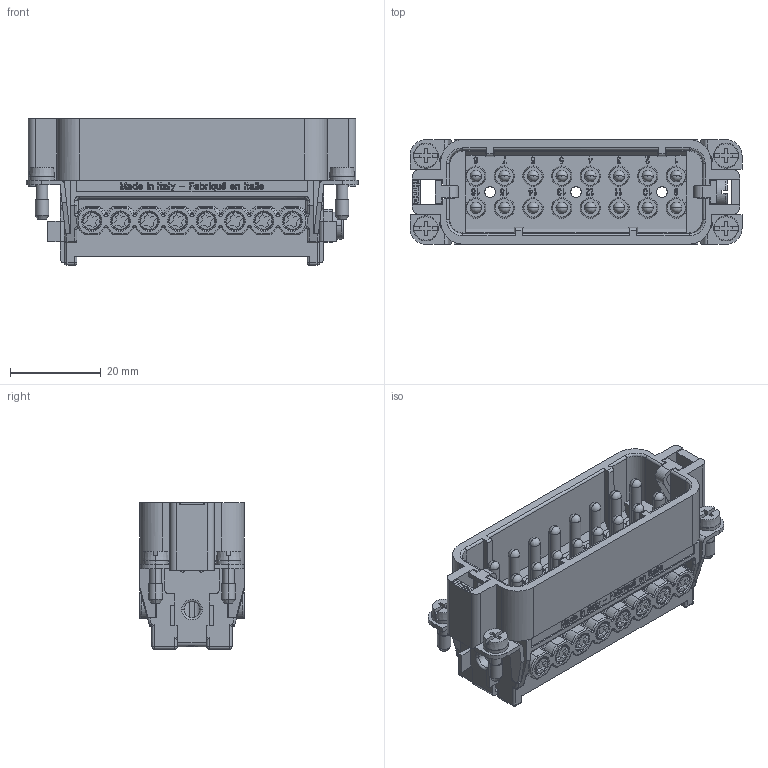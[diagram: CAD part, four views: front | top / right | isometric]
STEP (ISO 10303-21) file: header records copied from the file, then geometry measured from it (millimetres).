
FILE_DESCRIPTION(('Creo Elements/Direct Modeling STEP Export'),'2;1');
FILE_NAME('0lndrr043i7os145076','2016-07-04T15:35:32',(''),(''),'PTC Creo Elements/Direct Modeling STEP processor for AP214 (Solid Model)','PTC Creo Elements/Direct Modeling 19.0B 21-Mar-2015 (C) Parametric Technology GmbH','');
FILE_SCHEMA(('AUTOMOTIVE_DESIGN { 1 0 10303 214 1 1 1 1 }'));
Products named in the file (2): JDAM_16
Assembly tree (1 placements, depth 2):
  JDAM_16
    JDAM_16
Bounding box: 73 x 23 x 32.2 mm (x, y, z)
Volume: 21780.1 mm3; surface area: 21054.2 mm2
Topology: 1 solids, 2 shells, 2037 faces, 7713 edges, 5924 vertices
Faces by surface type: plane 1025, cylinder 537, torus 256, cone 102, bspline 93, sphere 24
Entity records: 119008 total; most frequent: CARTESIAN_POINT 37637, ORIENTED_EDGE 15386, DIRECTION 11556, EDGE_CURVE 7689, VERTEX_POINT 5924, VECTOR 5444, LINE 5444, AXIS2_PLACEMENT_3D 3056
